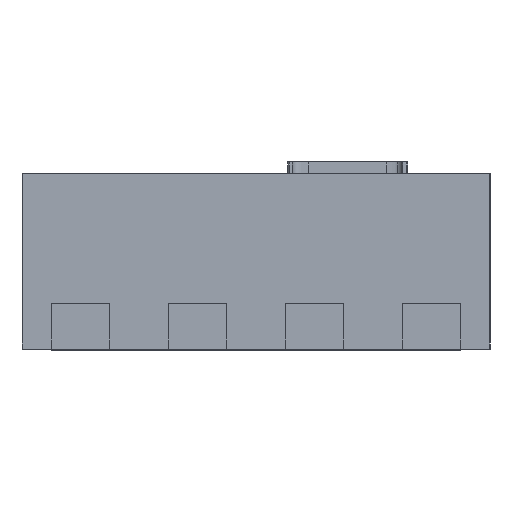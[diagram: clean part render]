
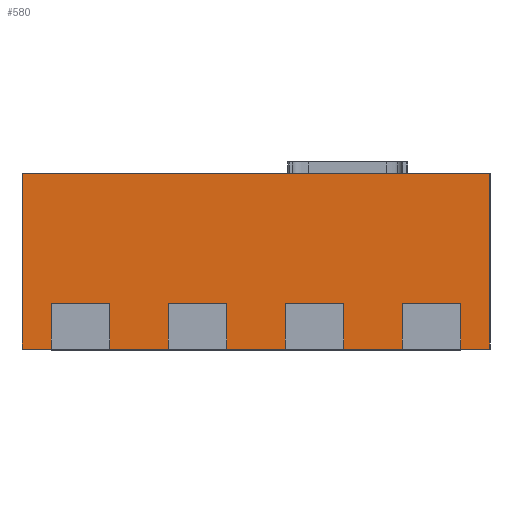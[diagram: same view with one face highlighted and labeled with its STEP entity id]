
A CAD part, left-side view. The second image highlights one B-rep face of the part: STEP entity #580.
In plain terms, the highlighted planar face has unit normal (-1, 0, 0).
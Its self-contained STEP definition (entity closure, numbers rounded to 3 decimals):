
#212 = DIRECTION ( 'NONE',  ( 0., 0., -1. ) ) ;
#217 = VERTEX_POINT ( 'NONE', #1560 ) ;
#499 = ORIENTED_EDGE ( 'NONE', *, *, #1554, .F. ) ;
#527 = DIRECTION ( 'NONE',  ( 0., -1., 0. ) ) ;
#580 = ADVANCED_FACE ( 'NONE', ( #2294 ), #1593, .F. ) ;
#1221 = VERTEX_POINT ( 'NONE', #4182 ) ;
#1289 = EDGE_CURVE ( 'NONE', #2194, #8431, #2266, .T. ) ;
#1554 = EDGE_CURVE ( 'NONE', #217, #1221, #5003, .T. ) ;
#1560 = CARTESIAN_POINT ( 'NONE',  ( -1.5, -1., 0.755 ) ) ;
#1593 = PLANE ( 'NONE',  #2064 ) ;
#2064 = AXIS2_PLACEMENT_3D ( 'NONE', #5592, #5545, #212 ) ;
#2070 = VECTOR ( 'NONE', #8236, 1000. ) ;
#2194 = VERTEX_POINT ( 'NONE', #3605 ) ;
#2266 = LINE ( 'NONE', #5612, #2070 ) ;
#2294 = FACE_OUTER_BOUND ( 'NONE', #7165, .T. ) ;
#2390 = CARTESIAN_POINT ( 'NONE',  ( -1.5, -1., 0.755 ) ) ;
#3069 = ORIENTED_EDGE ( 'NONE', *, *, #7768, .F. ) ;
#3367 = VECTOR ( 'NONE', #7081, 1000. ) ;
#3489 = VECTOR ( 'NONE', #527, 1000. ) ;
#3605 = CARTESIAN_POINT ( 'NONE',  ( -1.5, 1., 0.755 ) ) ;
#3807 = ORIENTED_EDGE ( 'NONE', *, *, #1289, .T. ) ;
#4029 = LINE ( 'NONE', #6668, #4815 ) ;
#4182 = CARTESIAN_POINT ( 'NONE',  ( -1.5, -1., 0.005 ) ) ;
#4388 = EDGE_CURVE ( 'NONE', #8431, #1221, #4029, .T. ) ;
#4728 = DIRECTION ( 'NONE',  ( 0., -1., 0. ) ) ;
#4815 = VECTOR ( 'NONE', #4728, 1000. ) ;
#5003 = LINE ( 'NONE', #2390, #3367 ) ;
#5474 = ORIENTED_EDGE ( 'NONE', *, *, #4388, .T. ) ;
#5545 = DIRECTION ( 'NONE',  ( 1., 0., 0. ) ) ;
#5592 = CARTESIAN_POINT ( 'NONE',  ( -1.5, -1., 0.755 ) ) ;
#5612 = CARTESIAN_POINT ( 'NONE',  ( -1.5, 1., 0.755 ) ) ;
#6499 = CARTESIAN_POINT ( 'NONE',  ( -1.5, -1., 0.755 ) ) ;
#6662 = CARTESIAN_POINT ( 'NONE',  ( -1.5, 1., 0.005 ) ) ;
#6668 = CARTESIAN_POINT ( 'NONE',  ( -1.5, -1., 0.005 ) ) ;
#7081 = DIRECTION ( 'NONE',  ( 0., 0., -1. ) ) ;
#7165 = EDGE_LOOP ( 'NONE', ( #5474, #499, #3069, #3807 ) ) ;
#7707 = LINE ( 'NONE', #6499, #3489 ) ;
#7768 = EDGE_CURVE ( 'NONE', #2194, #217, #7707, .T. ) ;
#8236 = DIRECTION ( 'NONE',  ( 0., 0., -1. ) ) ;
#8431 = VERTEX_POINT ( 'NONE', #6662 ) ;
